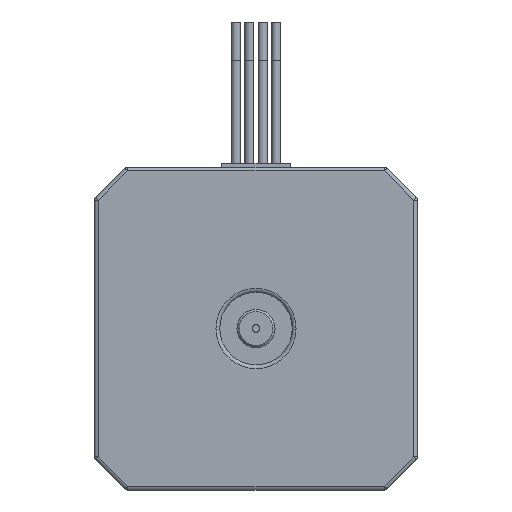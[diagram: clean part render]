
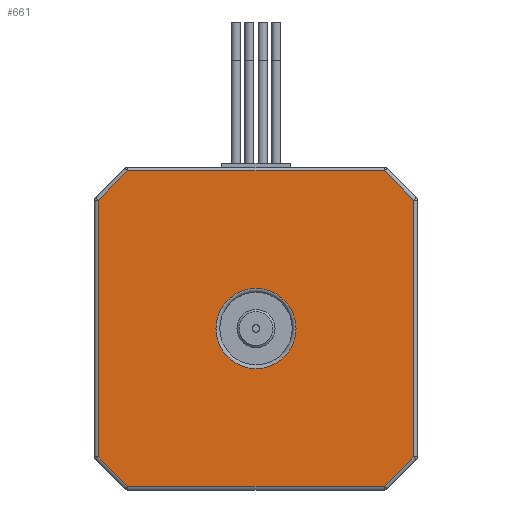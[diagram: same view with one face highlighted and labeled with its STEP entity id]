
A CAD part, front view. The second image highlights one B-rep face of the part: STEP entity #661.
In plain terms, the highlighted planar face has unit normal (0, -1, 0).
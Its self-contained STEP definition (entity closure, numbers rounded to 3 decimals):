
#661=ADVANCED_FACE('',(#5341,#5343),#5345,.F.);
#5341=FACE_BOUND('',#5342,.T.);
#5342=EDGE_LOOP('',(#9079,#9080,#9081,#9082,#9083,#9084,#9085,#9086));
#5343=FACE_BOUND('',#5344,.T.);
#5344=EDGE_LOOP('',(#9087));
#5345=PLANE('',#5346);
#5346=AXIS2_PLACEMENT_3D('',#5347,#5348,#5349);
#5347=CARTESIAN_POINT('',(0.,0.,0.));
#5348=DIRECTION('',(0.,1.,0.));
#5349=DIRECTION('',(0.,0.,1.));
#9079=ORIENTED_EDGE('',*,*,#11586,.T.);
#9080=ORIENTED_EDGE('',*,*,#11587,.T.);
#9081=ORIENTED_EDGE('',*,*,#11588,.T.);
#9082=ORIENTED_EDGE('',*,*,#11589,.T.);
#9083=ORIENTED_EDGE('',*,*,#11590,.T.);
#9084=ORIENTED_EDGE('',*,*,#11591,.T.);
#9085=ORIENTED_EDGE('',*,*,#11592,.T.);
#9086=ORIENTED_EDGE('',*,*,#11593,.T.);
#9087=ORIENTED_EDGE('',*,*,#11531,.T.);
#11531=EDGE_CURVE('',#12849,#12849,#12850,.T.);
#11586=EDGE_CURVE('',#12950,#12951,#12952,.T.);
#11587=EDGE_CURVE('',#12951,#12953,#12954,.T.);
#11588=EDGE_CURVE('',#12953,#12955,#12956,.T.);
#11589=EDGE_CURVE('',#12955,#12957,#12958,.T.);
#11590=EDGE_CURVE('',#12957,#12959,#12960,.T.);
#11591=EDGE_CURVE('',#12959,#12961,#12962,.T.);
#11592=EDGE_CURVE('',#12961,#12963,#12964,.T.);
#11593=EDGE_CURVE('',#12963,#12950,#12965,.T.);
#12849=VERTEX_POINT('',#15127);
#12850=CIRCLE('',#15128,5.25);
#12950=VERTEX_POINT('',#15354);
#12951=VERTEX_POINT('',#15355);
#12952=LINE('',#15356,#15357);
#12953=VERTEX_POINT('',#15359);
#12954=LINE('',#15360,#15361);
#12955=VERTEX_POINT('',#15363);
#12956=LINE('',#15364,#15365);
#12957=VERTEX_POINT('',#15367);
#12958=LINE('',#15368,#15369);
#12959=VERTEX_POINT('',#15371);
#12960=LINE('',#15372,#15373);
#12961=VERTEX_POINT('',#15375);
#12962=LINE('',#15376,#15377);
#12963=VERTEX_POINT('',#15379);
#12964=LINE('',#15380,#15381);
#12965=LINE('',#15383,#15384);
#15127=CARTESIAN_POINT('',(0.,0.,5.25));
#15128=AXIS2_PLACEMENT_3D('',#15129,#15130,#15131);
#15129=CARTESIAN_POINT('',(0.,0.,0.));
#15130=DIRECTION('',(0.,1.,0.));
#15131=DIRECTION('',(0.,0.,1.));
#15354=CARTESIAN_POINT('',(20.65,0.,16.827));
#15355=CARTESIAN_POINT('',(16.827,0.,20.65));
#15356=CARTESIAN_POINT('',(20.65,0.,16.827));
#15357=VECTOR('',#15358,1.);
#15358=DIRECTION('',(-0.707,0.,0.707));
#15359=CARTESIAN_POINT('',(-16.827,0.,20.65));
#15360=CARTESIAN_POINT('',(16.827,0.,20.65));
#15361=VECTOR('',#15362,1.);
#15362=DIRECTION('',(-1.,0.,0.));
#15363=CARTESIAN_POINT('',(-20.65,0.,16.827));
#15364=CARTESIAN_POINT('',(-16.827,0.,20.65));
#15365=VECTOR('',#15366,1.);
#15366=DIRECTION('',(-0.707,0.,-0.707));
#15367=CARTESIAN_POINT('',(-20.65,0.,-16.827));
#15368=CARTESIAN_POINT('',(-20.65,0.,16.827));
#15369=VECTOR('',#15370,1.);
#15370=DIRECTION('',(0.,0.,-1.));
#15371=CARTESIAN_POINT('',(-16.827,0.,-20.65));
#15372=CARTESIAN_POINT('',(-20.65,0.,-16.827));
#15373=VECTOR('',#15374,1.);
#15374=DIRECTION('',(0.707,0.,-0.707));
#15375=CARTESIAN_POINT('',(16.827,0.,-20.65));
#15376=CARTESIAN_POINT('',(-16.827,0.,-20.65));
#15377=VECTOR('',#15378,1.);
#15378=DIRECTION('',(1.,0.,0.));
#15379=CARTESIAN_POINT('',(20.65,0.,-16.827));
#15380=CARTESIAN_POINT('',(16.827,0.,-20.65));
#15381=VECTOR('',#15382,1.);
#15382=DIRECTION('',(0.707,0.,0.707));
#15383=CARTESIAN_POINT('',(20.65,0.,-16.827));
#15384=VECTOR('',#15385,1.);
#15385=DIRECTION('',(0.,0.,1.));
